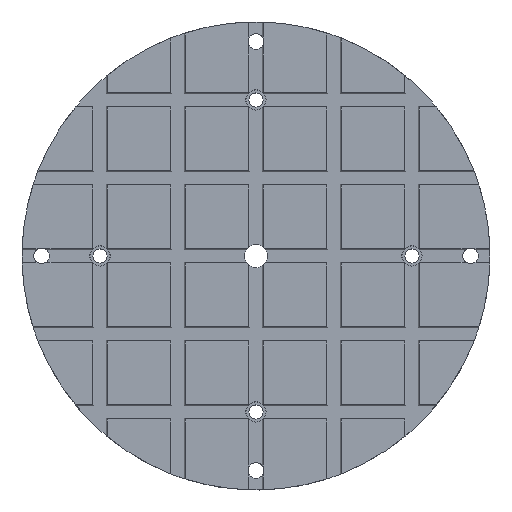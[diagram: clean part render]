
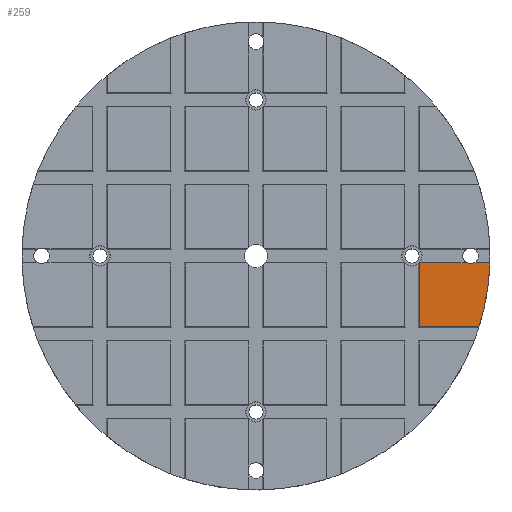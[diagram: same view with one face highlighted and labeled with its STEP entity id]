
A CAD part, top view. The second image highlights one B-rep face of the part: STEP entity #259.
In plain terms, the highlighted planar face has unit normal (0, 0, 1).
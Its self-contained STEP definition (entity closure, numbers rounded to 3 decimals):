
#259 = ADVANCED_FACE( '', ( #982 ), #983, .F. );
#982 = FACE_OUTER_BOUND( '', #2054, .T. );
#983 = PLANE( '', #2055 );
#2054 = EDGE_LOOP( '', ( #4565, #4566, #4567, #4568, #4569, #4570, #4571 ) );
#2055 = AXIS2_PLACEMENT_3D( '', #4572, #4573, #4574 );
#4565 = ORIENTED_EDGE( '', *, *, #7913, .T. );
#4566 = ORIENTED_EDGE( '', *, *, #7088, .F. );
#4567 = ORIENTED_EDGE( '', *, *, #7914, .F. );
#4568 = ORIENTED_EDGE( '', *, *, #7915, .T. );
#4569 = ORIENTED_EDGE( '', *, *, #7916, .F. );
#4570 = ORIENTED_EDGE( '', *, *, #7917, .T. );
#4571 = ORIENTED_EDGE( '', *, *, #7918, .F. );
#4572 = CARTESIAN_POINT( '', ( 0., 0., 65. ) );
#4573 = DIRECTION( '', ( 0., 0., -1. ) );
#4574 = DIRECTION( '', ( -1., 0., 0. ) );
#7088 = EDGE_CURVE( '', #8553, #8555, #8556, .T. );
#7913 = EDGE_CURVE( '', #10002, #8555, #10003, .T. );
#7914 = EDGE_CURVE( '', #10004, #8553, #10005, .T. );
#7915 = EDGE_CURVE( '', #10004, #10006, #10007, .T. );
#7916 = EDGE_CURVE( '', #10008, #10006, #10009, .T. );
#7917 = EDGE_CURVE( '', #10008, #10010, #10011, .T. );
#7918 = EDGE_CURVE( '', #10002, #10010, #10012, .T. );
#8553 = VERTEX_POINT( '', #10894 );
#8555 = VERTEX_POINT( '', #10897 );
#8556 = CIRCLE( '', #10898, 300. );
#10002 = VERTEX_POINT( '', #12953 );
#10003 = LINE( '', #12954, #12955 );
#10004 = VERTEX_POINT( '', #12956 );
#10005 = LINE( '', #12957, #12958 );
#10006 = VERTEX_POINT( '', #12959 );
#10007 = CIRCLE( '', #12960, 10. );
#10008 = VERTEX_POINT( '', #12961 );
#10009 = LINE( '', #12962, #12963 );
#10010 = VERTEX_POINT( '', #12964 );
#10011 = CIRCLE( '', #12965, 13. );
#10012 = LINE( '', #12966, #12967 );
#10894 = CARTESIAN_POINT( '', ( 299.865, -9., 65. ) );
#10897 = CARTESIAN_POINT( '', ( 285.865, -91., 65. ) );
#10898 = AXIS2_PLACEMENT_3D( '', #14286, #14287, #14288 );
#12953 = CARTESIAN_POINT( '', ( 209., -91., 65. ) );
#12954 = CARTESIAN_POINT( '', ( -300., -91., 65. ) );
#12955 = VECTOR( '', #15543, 1000. );
#12956 = CARTESIAN_POINT( '', ( 279.359, -9., 65. ) );
#12957 = CARTESIAN_POINT( '', ( -300., -9., 65. ) );
#12958 = VECTOR( '', #15544, 1000. );
#12959 = CARTESIAN_POINT( '', ( 270.641, -9., 65. ) );
#12960 = AXIS2_PLACEMENT_3D( '', #15545, #15546, #15547 );
#12961 = CARTESIAN_POINT( '', ( 209.381, -9., 65. ) );
#12962 = CARTESIAN_POINT( '', ( -300., -9., 65. ) );
#12963 = VECTOR( '', #15548, 1000. );
#12964 = CARTESIAN_POINT( '', ( 209., -9.381, 65. ) );
#12965 = AXIS2_PLACEMENT_3D( '', #15549, #15550, #15551 );
#12966 = CARTESIAN_POINT( '', ( 209., -300., 65. ) );
#12967 = VECTOR( '', #15552, 1000. );
#14286 = CARTESIAN_POINT( '', ( 0., 0., 65. ) );
#14287 = DIRECTION( '', ( 0., 0., -1. ) );
#14288 = DIRECTION( '', ( 1., 0., 0. ) );
#15543 = DIRECTION( '', ( 1., 0., 0. ) );
#15544 = DIRECTION( '', ( 1., 0., 0. ) );
#15545 = CARTESIAN_POINT( '', ( 275., 0., 65. ) );
#15546 = DIRECTION( '', ( 0., 0., -1. ) );
#15547 = DIRECTION( '', ( 0., -1., 0. ) );
#15548 = DIRECTION( '', ( 1., 0., 0. ) );
#15549 = CARTESIAN_POINT( '', ( 200., 0., 65. ) );
#15550 = DIRECTION( '', ( 0., 0., -1. ) );
#15551 = DIRECTION( '', ( 0., -1., 0. ) );
#15552 = DIRECTION( '', ( 0., 1., 0. ) );
